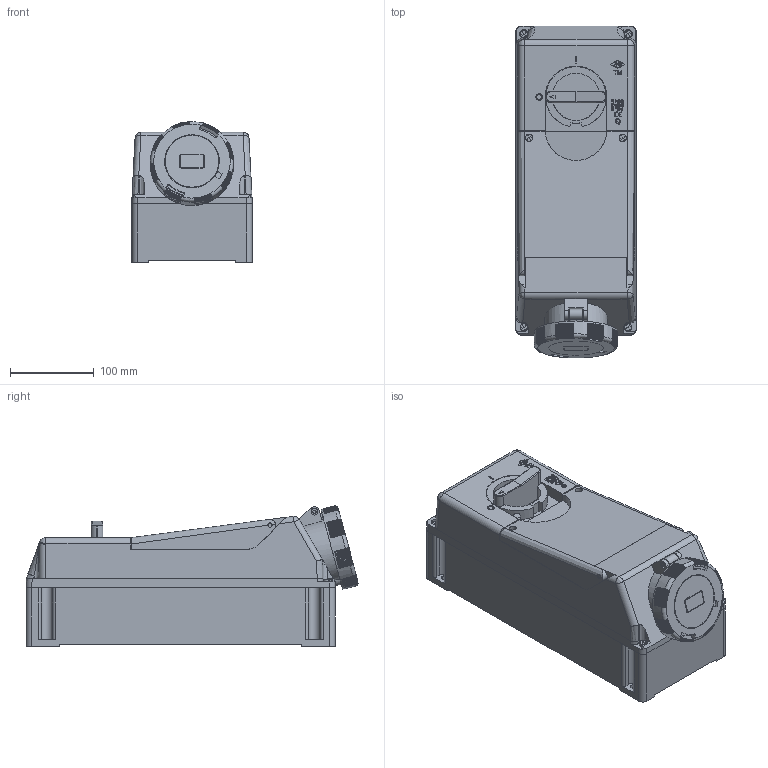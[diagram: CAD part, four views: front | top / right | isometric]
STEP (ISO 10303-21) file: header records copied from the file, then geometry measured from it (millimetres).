
FILE_DESCRIPTION(('Creo Elements/Direct Modeling STEP Export'),'2;1');
FILE_NAME('223mj5461ao56ua572','2024-02-21T16:20:55',(''),(''),'Creo Elements/Direct Modeling STEP processor for AP214 (Solid Model)','Creo Elements/Direct Modeling 20.5B 27-May-2023 (C) Parametric Technology GmbH','');
FILE_SCHEMA(('AUTOMOTIVE_DESIGN { 1 0 10303 214 1 1 1 1 }'));
Products named in the file (3): PRESA_3265_IS; GHIERA_COP_32x5; TM_3265_IS
Assembly tree (2 placements, depth 2):
  TM_3265_IS
    GHIERA_COP_32x5
    PRESA_3265_IS
Bounding box: 144 x 397.31 x 168.09 mm (x, y, z)
Volume: 6882970.1 mm3; surface area: 353920.6 mm2
Topology: 2 solids, 2 shells, 2324 faces, 6407 edges, 3855 vertices
Faces by surface type: plane 1403, torus 468, cylinder 422, bspline 20, cone 7, sphere 2, revolution 2
Entity records: 125172 total; most frequent: CARTESIAN_POINT 51756, ORIENTED_EDGE 12198, DIRECTION 10717, EDGE_CURVE 6099, VERTEX_POINT 3855, VECTOR 3599, LINE 3599, AXIS2_PLACEMENT_3D 3558
